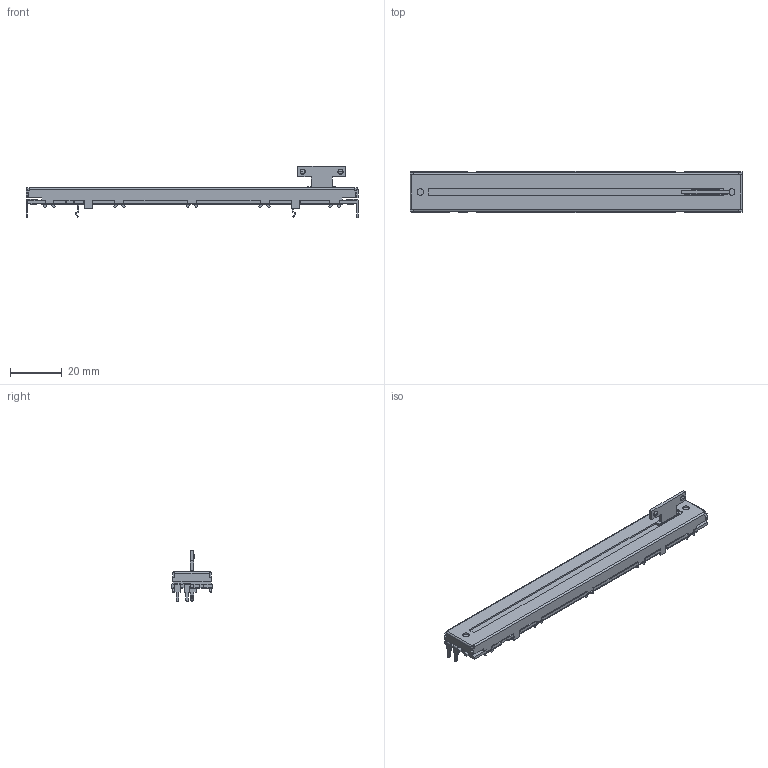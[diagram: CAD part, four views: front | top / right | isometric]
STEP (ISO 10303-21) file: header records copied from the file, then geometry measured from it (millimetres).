
FILE_DESCRIPTION(('FreeCAD Model'),'2;1');
FILE_NAME('RSA0N111900Q.step', '2016-09-02T16:06:11',('Author'),(''), 'Open CASCADE STEP processor 6.8','FreeCAD','Unknown');
FILE_SCHEMA(('AUTOMOTIVE_DESIGN_CC2 { 1 2 10303 214 -1 1 5 4 }'));
Length unit declared in the file: millimetre
Products named in the file (2): ASSEMBLY; RSA0N111900Q
Assembly tree (1 placements, depth 2):
  ASSEMBLY
    RSA0N111900Q
Bounding box: 128 x 16 x 19.7 mm (x, y, z)
Volume: 12137.3 mm3; surface area: 7083.7 mm2
Topology: 1 solids, 1 shells, 660 faces, 1763 edges, 1138 vertices
Faces by surface type: plane 533, cylinder 109, torus 18
Entity records: 59566 total; most frequent: CARTESIAN_POINT 20319, DIRECTION 6188, LINE 4279, VECTOR 4279, ORIENTED_EDGE 3526, PCURVE 3526, DEFINITIONAL_REPRESENTATION 3526, EDGE_CURVE 1763
